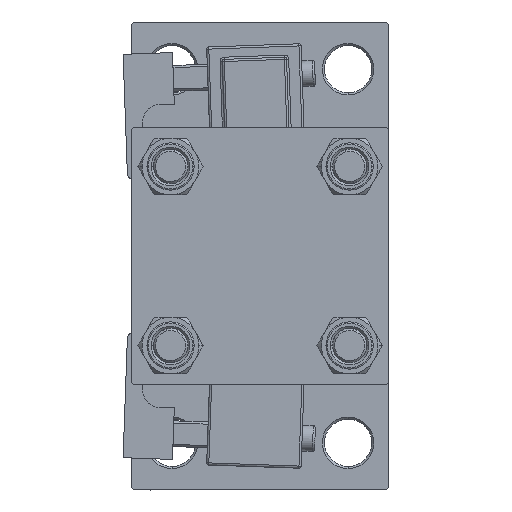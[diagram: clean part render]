
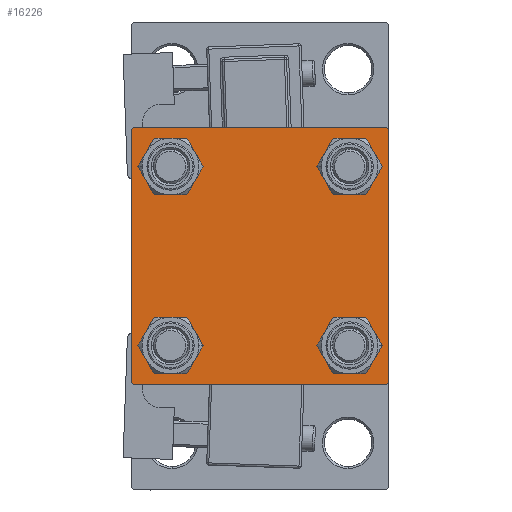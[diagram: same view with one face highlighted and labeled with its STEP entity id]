
A CAD part, left-side view. The second image highlights one B-rep face of the part: STEP entity #16226.
In plain terms, the highlighted planar face has unit normal (-1, 0, 0).
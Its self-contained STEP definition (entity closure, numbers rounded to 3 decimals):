
#447 = VERTEX_POINT ( 'NONE', #50099 ) ;
#886 = DIRECTION ( 'NONE',  ( 0., 0., 1. ) ) ;
#1082 = CARTESIAN_POINT ( 'NONE',  ( 0., 30., -29.5 ) ) ;
#1207 = CARTESIAN_POINT ( 'NONE',  ( 0., -29.75, -29.75 ) ) ;
#1446 = DIRECTION ( 'NONE',  ( 0., 0., -1. ) ) ;
#1456 = LINE ( 'NONE', #13387, #24875 ) ;
#1458 = ORIENTED_EDGE ( 'NONE', *, *, #45045, .F. ) ;
#1802 = EDGE_CURVE ( 'NONE', #26381, #18520, #48001, .T. ) ;
#2286 = CARTESIAN_POINT ( 'NONE',  ( 0., 20.85, -20.85 ) ) ;
#2366 = CARTESIAN_POINT ( 'NONE',  ( 0., 29.5, -30. ) ) ;
#3256 = AXIS2_PLACEMENT_3D ( 'NONE', #33457, #9818, #46159 ) ;
#3618 = EDGE_CURVE ( 'NONE', #48573, #46552, #1456, .T. ) ;
#5149 = EDGE_LOOP ( 'NONE', ( #35986, #6204 ) ) ;
#5388 = CIRCLE ( 'NONE', #46046, 4.5 ) ;
#5473 = EDGE_CURVE ( 'NONE', #43853, #447, #8265, .T. ) ;
#5631 = ORIENTED_EDGE ( 'NONE', *, *, #46515, .T. ) ;
#5660 = EDGE_CURVE ( 'NONE', #28980, #46552, #10008, .T. ) ;
#6169 = DIRECTION ( 'NONE',  ( 1., 0., 0. ) ) ;
#6204 = ORIENTED_EDGE ( 'NONE', *, *, #25062, .T. ) ;
#6224 = ORIENTED_EDGE ( 'NONE', *, *, #1802, .T. ) ;
#6422 = DIRECTION ( 'NONE',  ( 0., 0., 1. ) ) ;
#6951 = CARTESIAN_POINT ( 'NONE',  ( 0., -20.85, 20.85 ) ) ;
#7036 = CIRCLE ( 'NONE', #45987, 4.5 ) ;
#7176 = ORIENTED_EDGE ( 'NONE', *, *, #30123, .T. ) ;
#7667 = DIRECTION ( 'NONE',  ( 0., -1., 0. ) ) ;
#8030 = VECTOR ( 'NONE', #1446, 1000. ) ;
#8265 = CIRCLE ( 'NONE', #30644, 4.5 ) ;
#8284 = FACE_BOUND ( 'NONE', #19102, .T. ) ;
#8304 = DIRECTION ( 'NONE',  ( 0., 0., 1. ) ) ;
#8781 = DIRECTION ( 'NONE',  ( -1., 0., 0. ) ) ;
#9293 = PLANE ( 'NONE',  #31274 ) ;
#9816 = ORIENTED_EDGE ( 'NONE', *, *, #48219, .T. ) ;
#9818 = DIRECTION ( 'NONE',  ( 1., 0., 0. ) ) ;
#10008 = LINE ( 'NONE', #1207, #43911 ) ;
#10040 = DIRECTION ( 'NONE',  ( 1., 0., 0. ) ) ;
#11272 = DIRECTION ( 'NONE',  ( 0., 0., 1. ) ) ;
#11533 = EDGE_LOOP ( 'NONE', ( #37102, #32080 ) ) ;
#11662 = EDGE_CURVE ( 'NONE', #20517, #37467, #7036, .T. ) ;
#12044 = CARTESIAN_POINT ( 'NONE',  ( 0., 30., 30. ) ) ;
#12106 = CARTESIAN_POINT ( 'NONE',  ( 0., 29.5, 30. ) ) ;
#12385 = EDGE_CURVE ( 'NONE', #40183, #20496, #51028, .T. ) ;
#13314 = VECTOR ( 'NONE', #48629, 1000. ) ;
#13376 = LINE ( 'NONE', #29474, #8030 ) ;
#13387 = CARTESIAN_POINT ( 'NONE',  ( 0., -30., 30. ) ) ;
#13656 = DIRECTION ( 'NONE',  ( 0., -0.707, 0.707 ) ) ;
#14119 = CARTESIAN_POINT ( 'NONE',  ( 0., 20.85, -16.35 ) ) ;
#15233 = DIRECTION ( 'NONE',  ( 0., 0., 1. ) ) ;
#15935 = CARTESIAN_POINT ( 'NONE',  ( 0., -20.85, -20.85 ) ) ;
#16226 = ADVANCED_FACE ( 'NONE', ( #47758, #32425, #44102, #8284, #44871 ), #9293, .T. ) ;
#16470 = AXIS2_PLACEMENT_3D ( 'NONE', #2286, #10040, #41979 ) ;
#17054 = ORIENTED_EDGE ( 'NONE', *, *, #31457, .T. ) ;
#17110 = VERTEX_POINT ( 'NONE', #1082 ) ;
#17542 = EDGE_CURVE ( 'NONE', #44641, #28980, #34420, .T. ) ;
#17695 = CARTESIAN_POINT ( 'NONE',  ( 0., 29.75, 29.75 ) ) ;
#18520 = VERTEX_POINT ( 'NONE', #49773 ) ;
#18864 = DIRECTION ( 'NONE',  ( 1., 0., 0. ) ) ;
#19102 = EDGE_LOOP ( 'NONE', ( #46404, #7176 ) ) ;
#19819 = DIRECTION ( 'NONE',  ( 0., -1., 0. ) ) ;
#20118 = EDGE_CURVE ( 'NONE', #49870, #17110, #13376, .T. ) ;
#20195 = DIRECTION ( 'NONE',  ( 0., 0., 1. ) ) ;
#20496 = VERTEX_POINT ( 'NONE', #50171 ) ;
#20517 = VERTEX_POINT ( 'NONE', #43898 ) ;
#22057 = CARTESIAN_POINT ( 'NONE',  ( 0., 30., 29.5 ) ) ;
#22594 = EDGE_LOOP ( 'NONE', ( #30904, #39108, #46662, #39064, #39982, #9816, #1458, #17054 ) ) ;
#23416 = EDGE_CURVE ( 'NONE', #37467, #20517, #27253, .T. ) ;
#24353 = VERTEX_POINT ( 'NONE', #12106 ) ;
#24875 = VECTOR ( 'NONE', #36755, 1000. ) ;
#25062 = EDGE_CURVE ( 'NONE', #447, #43853, #41384, .T. ) ;
#25113 = DIRECTION ( 'NONE',  ( 0., -0.707, -0.707 ) ) ;
#25767 = CARTESIAN_POINT ( 'NONE',  ( 0., -30., 29.5 ) ) ;
#26381 = VERTEX_POINT ( 'NONE', #14119 ) ;
#26876 = CARTESIAN_POINT ( 'NONE',  ( 0., 30., -30. ) ) ;
#27010 = EDGE_CURVE ( 'NONE', #17110, #44641, #33171, .T. ) ;
#27253 = CIRCLE ( 'NONE', #42198, 4.5 ) ;
#28774 = VERTEX_POINT ( 'NONE', #34326 ) ;
#28980 = VERTEX_POINT ( 'NONE', #37654 ) ;
#29474 = CARTESIAN_POINT ( 'NONE',  ( 0., 30., 30. ) ) ;
#30030 = DIRECTION ( 'NONE',  ( 1., 0., 0. ) ) ;
#30123 = EDGE_CURVE ( 'NONE', #20496, #40183, #42298, .T. ) ;
#30264 = VECTOR ( 'NONE', #19819, 1000. ) ;
#30644 = AXIS2_PLACEMENT_3D ( 'NONE', #6951, #18864, #15233 ) ;
#30702 = VECTOR ( 'NONE', #25113, 1000. ) ;
#30904 = ORIENTED_EDGE ( 'NONE', *, *, #20118, .T. ) ;
#31022 = CARTESIAN_POINT ( 'NONE',  ( 0., 20.85, 20.85 ) ) ;
#31274 = AXIS2_PLACEMENT_3D ( 'NONE', #36826, #8781, #20195 ) ;
#31457 = EDGE_CURVE ( 'NONE', #24353, #49870, #33039, .T. ) ;
#31786 = DIRECTION ( 'NONE',  ( 1., 0., 0. ) ) ;
#31930 = CARTESIAN_POINT ( 'NONE',  ( 0., 20.85, -20.85 ) ) ;
#32080 = ORIENTED_EDGE ( 'NONE', *, *, #11662, .T. ) ;
#32373 = AXIS2_PLACEMENT_3D ( 'NONE', #38077, #30030, #34681 ) ;
#32425 = FACE_BOUND ( 'NONE', #11533, .T. ) ;
#32502 = CARTESIAN_POINT ( 'NONE',  ( 0., -20.85, -16.35 ) ) ;
#33039 = LINE ( 'NONE', #17695, #13314 ) ;
#33171 = LINE ( 'NONE', #40683, #30702 ) ;
#33457 = CARTESIAN_POINT ( 'NONE',  ( 0., -20.85, 20.85 ) ) ;
#34326 = CARTESIAN_POINT ( 'NONE',  ( 0., -29.5, 30. ) ) ;
#34420 = LINE ( 'NONE', #26876, #38633 ) ;
#34681 = DIRECTION ( 'NONE',  ( 0., 0., 1. ) ) ;
#34688 = CARTESIAN_POINT ( 'NONE',  ( 0., -29.75, 29.75 ) ) ;
#35168 = LINE ( 'NONE', #12044, #30264 ) ;
#35202 = LINE ( 'NONE', #34688, #47798 ) ;
#35986 = ORIENTED_EDGE ( 'NONE', *, *, #5473, .T. ) ;
#36755 = DIRECTION ( 'NONE',  ( 0., 0., -1. ) ) ;
#36826 = CARTESIAN_POINT ( 'NONE',  ( 0., 0., 0. ) ) ;
#37102 = ORIENTED_EDGE ( 'NONE', *, *, #23416, .T. ) ;
#37467 = VERTEX_POINT ( 'NONE', #32502 ) ;
#37654 = CARTESIAN_POINT ( 'NONE',  ( 0., -29.5, -30. ) ) ;
#38077 = CARTESIAN_POINT ( 'NONE',  ( 0., 20.85, 20.85 ) ) ;
#38633 = VECTOR ( 'NONE', #7667, 1000. ) ;
#39039 = CARTESIAN_POINT ( 'NONE',  ( 0., 20.85, 25.35 ) ) ;
#39064 = ORIENTED_EDGE ( 'NONE', *, *, #5660, .T. ) ;
#39108 = ORIENTED_EDGE ( 'NONE', *, *, #27010, .T. ) ;
#39982 = ORIENTED_EDGE ( 'NONE', *, *, #3618, .F. ) ;
#40183 = VERTEX_POINT ( 'NONE', #39039 ) ;
#40464 = DIRECTION ( 'NONE',  ( 1., 0., 0. ) ) ;
#40683 = CARTESIAN_POINT ( 'NONE',  ( 0., 29.75, -29.75 ) ) ;
#41384 = CIRCLE ( 'NONE', #3256, 4.5 ) ;
#41976 = CARTESIAN_POINT ( 'NONE',  ( 0., -20.85, -20.85 ) ) ;
#41979 = DIRECTION ( 'NONE',  ( 0., 0., 1. ) ) ;
#42198 = AXIS2_PLACEMENT_3D ( 'NONE', #41976, #6169, #6422 ) ;
#42298 = CIRCLE ( 'NONE', #32373, 4.5 ) ;
#43853 = VERTEX_POINT ( 'NONE', #46473 ) ;
#43898 = CARTESIAN_POINT ( 'NONE',  ( 0., -20.85, -25.35 ) ) ;
#43911 = VECTOR ( 'NONE', #13656, 1000. ) ;
#44102 = FACE_BOUND ( 'NONE', #49863, .T. ) ;
#44641 = VERTEX_POINT ( 'NONE', #2366 ) ;
#44871 = FACE_OUTER_BOUND ( 'NONE', #22594, .T. ) ;
#45045 = EDGE_CURVE ( 'NONE', #24353, #28774, #35168, .T. ) ;
#45204 = AXIS2_PLACEMENT_3D ( 'NONE', #31022, #50762, #11272 ) ;
#45910 = CARTESIAN_POINT ( 'NONE',  ( 0., -30., -29.5 ) ) ;
#45987 = AXIS2_PLACEMENT_3D ( 'NONE', #15935, #31786, #886 ) ;
#46046 = AXIS2_PLACEMENT_3D ( 'NONE', #31930, #40464, #8304 ) ;
#46159 = DIRECTION ( 'NONE',  ( 0., 0., 1. ) ) ;
#46404 = ORIENTED_EDGE ( 'NONE', *, *, #12385, .T. ) ;
#46473 = CARTESIAN_POINT ( 'NONE',  ( 0., -20.85, 25.35 ) ) ;
#46515 = EDGE_CURVE ( 'NONE', #18520, #26381, #5388, .T. ) ;
#46552 = VERTEX_POINT ( 'NONE', #45910 ) ;
#46662 = ORIENTED_EDGE ( 'NONE', *, *, #17542, .T. ) ;
#47141 = DIRECTION ( 'NONE',  ( 0., 0.707, 0.707 ) ) ;
#47758 = FACE_BOUND ( 'NONE', #5149, .T. ) ;
#47798 = VECTOR ( 'NONE', #47141, 1000. ) ;
#48001 = CIRCLE ( 'NONE', #16470, 4.5 ) ;
#48219 = EDGE_CURVE ( 'NONE', #48573, #28774, #35202, .T. ) ;
#48573 = VERTEX_POINT ( 'NONE', #25767 ) ;
#48629 = DIRECTION ( 'NONE',  ( 0., 0.707, -0.707 ) ) ;
#49773 = CARTESIAN_POINT ( 'NONE',  ( 0., 20.85, -25.35 ) ) ;
#49863 = EDGE_LOOP ( 'NONE', ( #6224, #5631 ) ) ;
#49870 = VERTEX_POINT ( 'NONE', #22057 ) ;
#50099 = CARTESIAN_POINT ( 'NONE',  ( 0., -20.85, 16.35 ) ) ;
#50171 = CARTESIAN_POINT ( 'NONE',  ( 0., 20.85, 16.35 ) ) ;
#50762 = DIRECTION ( 'NONE',  ( 1., 0., 0. ) ) ;
#51028 = CIRCLE ( 'NONE', #45204, 4.5 ) ;
